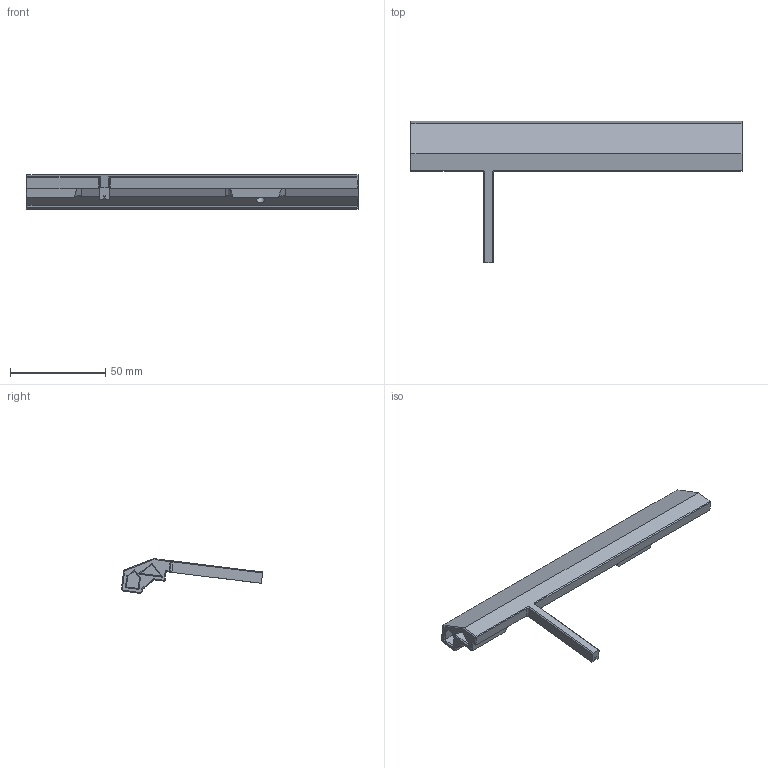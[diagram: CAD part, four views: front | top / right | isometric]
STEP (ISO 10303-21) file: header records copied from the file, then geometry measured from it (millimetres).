
FILE_DESCRIPTION(/* description */ ('STEP AP242','CAx-IF Rec.Pracs.---Representation and Presentation of Product Manufacturing Information (PMI)---4.0---2014-10-13','CAx-IF Rec.Pracs.---3D Tessellated Geometry---0.4---2014-09-14','2;1','CAx-IF Rec.Pracs.---User Defined Attributes---1.5---2016-08-15'),/* implementation_level */ '2;1');
FILE_NAME(/* name */ 'kada-0110 parts - Top_Top_Left',/* time_stamp */ '2025-11-10T21:08:49Z',/* author */ (''),/* organization */ (''),/* preprocessor_version */ 'ST-DEVELOPER v20',/* originating_system */ 'ONSHAPE BY PTC INC, 1.206',/* authorisation */ ' ');
FILE_SCHEMA (('AP242_MANAGED_MODEL_BASED_3D_ENGINEERING_MIM_LF { 1 0 10303 442 1 1 4 }'));
Length unit declared in the file: metre
Products named in the file (1): Top_Top_Left
Bounding box: 174.55 x 74.28 x 18.28 mm (x, y, z)
Volume: 46663.9 mm3; surface area: 17244.3 mm2
Topology: 1 solids, 1 shells, 95 faces, 240 edges, 152 vertices
Faces by surface type: plane 87, cone 5, cylinder 3
Full cylindrical faces by diameter (mm): 4.4 x1
Entity records: 2790 total; most frequent: CARTESIAN_POINT 485, ORIENTED_EDGE 476, DIRECTION 450, EDGE_CURVE 238, LINE 218, VECTOR 218, VERTEX_POINT 151, AXIS2_PLACEMENT_3D 116
